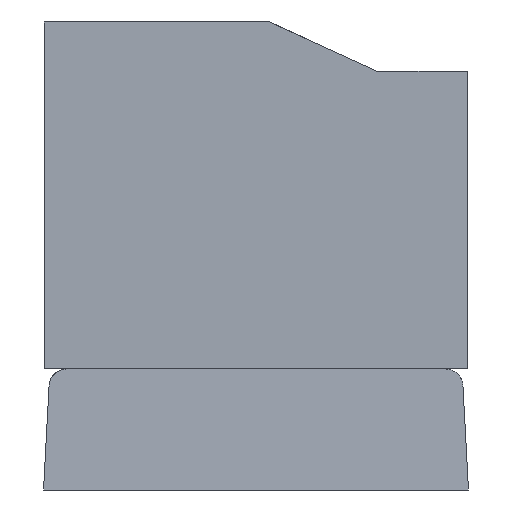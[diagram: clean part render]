
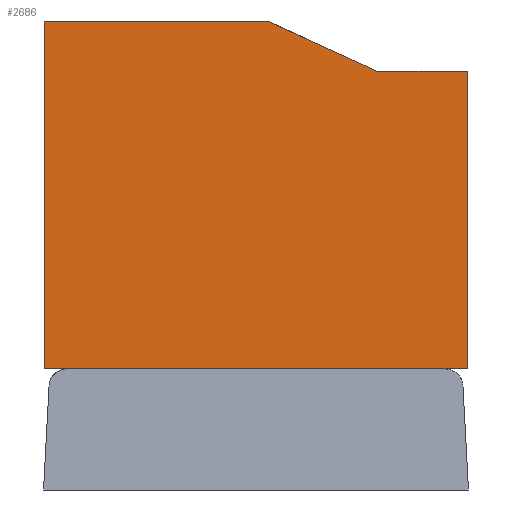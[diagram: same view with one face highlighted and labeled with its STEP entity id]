
A CAD part, left-side view. The second image highlights one B-rep face of the part: STEP entity #2686.
In plain terms, the highlighted planar face has unit normal (-1, 0, 0).
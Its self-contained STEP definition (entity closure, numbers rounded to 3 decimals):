
#192=PLANE('',#2969);
#335=FACE_OUTER_BOUND('',#494,.T.);
#494=EDGE_LOOP('',(#2490,#2491,#2492,#2493,#2494,#2495));
#622=LINE('',#4118,#892);
#637=LINE('',#4157,#907);
#720=LINE('',#4397,#990);
#767=LINE('',#4539,#1037);
#768=LINE('',#4541,#1038);
#769=LINE('',#4542,#1039);
#892=VECTOR('',#3331,10.);
#907=VECTOR('',#3362,10.);
#990=VECTOR('',#3603,10.);
#1037=VECTOR('',#3750,10.);
#1038=VECTOR('',#3751,10.);
#1039=VECTOR('',#3752,10.);
#1256=VERTEX_POINT('',#4115);
#1257=VERTEX_POINT('',#4117);
#1273=VERTEX_POINT('',#4155);
#1351=VERTEX_POINT('',#4395);
#1396=VERTEX_POINT('',#4538);
#1397=VERTEX_POINT('',#4540);
#1566=EDGE_CURVE('',#1257,#1256,#622,.T.);
#1585=EDGE_CURVE('',#1256,#1273,#637,.T.);
#1705=EDGE_CURVE('',#1351,#1273,#720,.T.);
#1775=EDGE_CURVE('',#1396,#1351,#767,.T.);
#1776=EDGE_CURVE('',#1397,#1396,#768,.T.);
#1777=EDGE_CURVE('',#1397,#1257,#769,.T.);
#2490=ORIENTED_EDGE('',*,*,#1585,.T.);
#2491=ORIENTED_EDGE('',*,*,#1705,.F.);
#2492=ORIENTED_EDGE('',*,*,#1775,.F.);
#2493=ORIENTED_EDGE('',*,*,#1776,.F.);
#2494=ORIENTED_EDGE('',*,*,#1777,.T.);
#2495=ORIENTED_EDGE('',*,*,#1566,.T.);
#2686=ADVANCED_FACE('',(#335),#192,.T.);
#2969=AXIS2_PLACEMENT_3D('',#4537,#3748,#3749);
#3331=DIRECTION('',(0.,1.,0.));
#3362=DIRECTION('',(0.,0.909,0.417));
#3603=DIRECTION('',(0.,-1.,0.));
#3748=DIRECTION('center_axis',(-1.,0.,0.));
#3749=DIRECTION('ref_axis',(0.,-1.,0.));
#3750=DIRECTION('',(0.,0.,1.));
#3751=DIRECTION('',(0.,1.,0.));
#3752=DIRECTION('',(0.,0.,1.));
#4115=CARTESIAN_POINT('',(-0.605,9.395,33.05));
#4117=CARTESIAN_POINT('',(-0.605,-0.605,33.05));
#4118=CARTESIAN_POINT('',(-0.605,22.9,33.05));
#4155=CARTESIAN_POINT('',(-0.605,21.395,38.55));
#4157=CARTESIAN_POINT('',(-0.605,18.428,37.19));
#4395=CARTESIAN_POINT('',(-0.605,46.405,38.55));
#4397=CARTESIAN_POINT('',(-0.605,-0.605,38.55));
#4537=CARTESIAN_POINT('Origin',(-0.605,46.405,0.));
#4538=CARTESIAN_POINT('',(-0.605,46.405,0.));
#4539=CARTESIAN_POINT('',(-0.605,46.405,0.));
#4540=CARTESIAN_POINT('',(-0.605,-0.605,0.));
#4541=CARTESIAN_POINT('',(-0.605,-0.605,0.));
#4542=CARTESIAN_POINT('',(-0.605,-0.605,0.));
